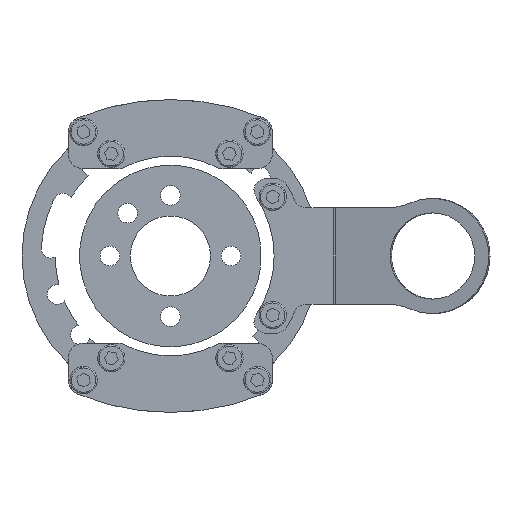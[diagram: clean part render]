
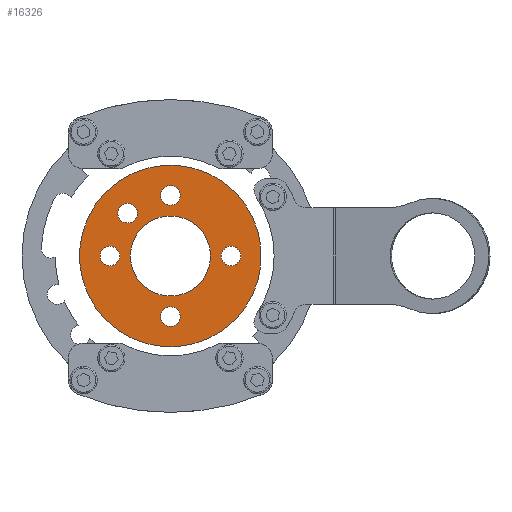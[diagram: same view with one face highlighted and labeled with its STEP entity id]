
A CAD part, front view. The second image highlights one B-rep face of the part: STEP entity #16326.
In plain terms, the highlighted planar face has unit normal (0, -1, 0).
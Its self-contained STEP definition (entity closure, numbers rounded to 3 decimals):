
#354 = FACE_BOUND ( 'NONE', #3231, .T. ) ;
#372 = AXIS2_PLACEMENT_3D ( 'NONE', #3685, #11902, #6347 ) ;
#787 = FACE_BOUND ( 'NONE', #17543, .T. ) ;
#863 = CIRCLE ( 'NONE', #3940, 3.25 ) ;
#894 = DIRECTION ( 'NONE',  ( 0., 1., 0. ) ) ;
#937 = ORIENTED_EDGE ( 'NONE', *, *, #5603, .T. ) ;
#1132 = CIRCLE ( 'NONE', #15507, 3.25 ) ;
#1422 = EDGE_CURVE ( 'NONE', #7927, #2000, #1132, .T. ) ;
#1423 = CARTESIAN_POINT ( 'NONE',  ( -16.44, -782., 1016.44 ) ) ;
#1817 = CIRCLE ( 'NONE', #13570, 3.25 ) ;
#2000 = VERTEX_POINT ( 'NONE', #12822 ) ;
#2166 = DIRECTION ( 'NONE',  ( 0., 1., 0. ) ) ;
#2173 = VERTEX_POINT ( 'NONE', #14599 ) ;
#2412 = CARTESIAN_POINT ( 'NONE',  ( -21.213, -782., 1021.213 ) ) ;
#2588 = DIRECTION ( 'NONE',  ( 0., 1., 0. ) ) ;
#2610 = DIRECTION ( 'NONE',  ( 0.707, 0., -0.707 ) ) ;
#2898 = DIRECTION ( 'NONE',  ( 0.707, 0., -0.707 ) ) ;
#2970 = CARTESIAN_POINT ( 'NONE',  ( -17.702, -782., 997.702 ) ) ;
#3161 = DIRECTION ( 'NONE',  ( 0.707, 0., -0.707 ) ) ;
#3196 = EDGE_CURVE ( 'NONE', #14595, #16065, #863, .T. ) ;
#3231 = EDGE_LOOP ( 'NONE', ( #7619, #3493 ) ) ;
#3292 = CARTESIAN_POINT ( 'NONE',  ( 17.702, -782., 1002.298 ) ) ;
#3336 = EDGE_LOOP ( 'NONE', ( #5671, #12717 ) ) ;
#3400 = ORIENTED_EDGE ( 'NONE', *, *, #12329, .F. ) ;
#3435 = EDGE_LOOP ( 'NONE', ( #10307, #937 ) ) ;
#3493 = ORIENTED_EDGE ( 'NONE', *, *, #8392, .T. ) ;
#3569 = EDGE_CURVE ( 'NONE', #13563, #6398, #14787, .T. ) ;
#3670 = EDGE_LOOP ( 'NONE', ( #8867, #7302 ) ) ;
#3685 = CARTESIAN_POINT ( 'NONE',  ( -20., -782., 1000. ) ) ;
#3883 = CARTESIAN_POINT ( 'NONE',  ( 0., -782., 1000. ) ) ;
#3940 = AXIS2_PLACEMENT_3D ( 'NONE', #10291, #16117, #7615 ) ;
#4226 = DIRECTION ( 'NONE',  ( 0., 1., 0. ) ) ;
#4507 = VERTEX_POINT ( 'NONE', #18019 ) ;
#4545 = FACE_BOUND ( 'NONE', #9627, .T. ) ;
#5395 = PLANE ( 'NONE',  #12024 ) ;
#5537 = EDGE_CURVE ( 'NONE', #10184, #17539, #6715, .T. ) ;
#5603 = EDGE_CURVE ( 'NONE', #16065, #14595, #16268, .T. ) ;
#5671 = ORIENTED_EDGE ( 'NONE', *, *, #13738, .T. ) ;
#5847 = DIRECTION ( 'NONE',  ( 0., 1., 0. ) ) ;
#5883 = CARTESIAN_POINT ( 'NONE',  ( -2.298, -782., 1022.298 ) ) ;
#5892 = CIRCLE ( 'NONE', #7626, 13.25 ) ;
#5962 = CARTESIAN_POINT ( 'NONE',  ( 22.298, -782., 997.702 ) ) ;
#6347 = DIRECTION ( 'NONE',  ( 0.707, 0., -0.707 ) ) ;
#6391 = DIRECTION ( 'NONE',  ( 0., 1., 0. ) ) ;
#6398 = VERTEX_POINT ( 'NONE', #12702 ) ;
#6494 = CARTESIAN_POINT ( 'NONE',  ( 20., -782., 1000. ) ) ;
#6715 = CIRCLE ( 'NONE', #13804, 30. ) ;
#6982 = CARTESIAN_POINT ( 'NONE',  ( 0., -782., 1020. ) ) ;
#7099 = DIRECTION ( 'NONE',  ( 0.707, 0., -0.707 ) ) ;
#7128 = ORIENTED_EDGE ( 'NONE', *, *, #1422, .T. ) ;
#7302 = ORIENTED_EDGE ( 'NONE', *, *, #9929, .T. ) ;
#7599 = AXIS2_PLACEMENT_3D ( 'NONE', #6494, #10478, #14951 ) ;
#7615 = DIRECTION ( 'NONE',  ( 0.707, 0., -0.707 ) ) ;
#7619 = ORIENTED_EDGE ( 'NONE', *, *, #3569, .T. ) ;
#7626 = AXIS2_PLACEMENT_3D ( 'NONE', #7641, #13351, #10366 ) ;
#7641 = CARTESIAN_POINT ( 'NONE',  ( 0., -782., 1000. ) ) ;
#7662 = CIRCLE ( 'NONE', #15331, 3.25 ) ;
#7910 = CIRCLE ( 'NONE', #8782, 3.25 ) ;
#7927 = VERTEX_POINT ( 'NONE', #10492 ) ;
#8006 = DIRECTION ( 'NONE',  ( 0., 1., 0. ) ) ;
#8067 = DIRECTION ( 'NONE',  ( 0.707, 0., -0.707 ) ) ;
#8307 = FACE_BOUND ( 'NONE', #3670, .T. ) ;
#8392 = EDGE_CURVE ( 'NONE', #6398, #13563, #17518, .T. ) ;
#8490 = DIRECTION ( 'NONE',  ( 0.707, 0., -0.707 ) ) ;
#8635 = CARTESIAN_POINT ( 'NONE',  ( -20., -782., 1000. ) ) ;
#8782 = AXIS2_PLACEMENT_3D ( 'NONE', #8635, #5847, #3161 ) ;
#8867 = ORIENTED_EDGE ( 'NONE', *, *, #10658, .T. ) ;
#8986 = DIRECTION ( 'NONE',  ( 0.707, 0., -0.707 ) ) ;
#9081 = ORIENTED_EDGE ( 'NONE', *, *, #17966, .T. ) ;
#9103 = DIRECTION ( 'NONE',  ( 0., 1., 0. ) ) ;
#9397 = FACE_BOUND ( 'NONE', #3435, .T. ) ;
#9627 = EDGE_LOOP ( 'NONE', ( #10083, #7128 ) ) ;
#9744 = CARTESIAN_POINT ( 'NONE',  ( 21.213, -782., 978.787 ) ) ;
#9929 = EDGE_CURVE ( 'NONE', #4507, #15388, #5892, .T. ) ;
#9930 = VERTEX_POINT ( 'NONE', #3292 ) ;
#10083 = ORIENTED_EDGE ( 'NONE', *, *, #15249, .T. ) ;
#10184 = VERTEX_POINT ( 'NONE', #2412 ) ;
#10291 = CARTESIAN_POINT ( 'NONE',  ( -14.142, -782., 1014.142 ) ) ;
#10307 = ORIENTED_EDGE ( 'NONE', *, *, #3196, .T. ) ;
#10366 = DIRECTION ( 'NONE',  ( 0.707, 0., -0.707 ) ) ;
#10367 = AXIS2_PLACEMENT_3D ( 'NONE', #15003, #894, #16501 ) ;
#10478 = DIRECTION ( 'NONE',  ( 0., 1., 0. ) ) ;
#10492 = CARTESIAN_POINT ( 'NONE',  ( 2.298, -782., 977.702 ) ) ;
#10521 = CIRCLE ( 'NONE', #10367, 13.25 ) ;
#10532 = CARTESIAN_POINT ( 'NONE',  ( 0., -782., 1020. ) ) ;
#10658 = EDGE_CURVE ( 'NONE', #15388, #4507, #10521, .T. ) ;
#10847 = CARTESIAN_POINT ( 'NONE',  ( 0., -782., 1000. ) ) ;
#11550 = VERTEX_POINT ( 'NONE', #5962 ) ;
#11689 = AXIS2_PLACEMENT_3D ( 'NONE', #6982, #4226, #8490 ) ;
#11852 = FACE_BOUND ( 'NONE', #3336, .T. ) ;
#11902 = DIRECTION ( 'NONE',  ( 0., 1., 0. ) ) ;
#12024 = AXIS2_PLACEMENT_3D ( 'NONE', #10847, #8006, #8067 ) ;
#12058 = DIRECTION ( 'NONE',  ( 0.707, 0., -0.707 ) ) ;
#12087 = VERTEX_POINT ( 'NONE', #2970 ) ;
#12241 = CARTESIAN_POINT ( 'NONE',  ( 20., -782., 1000. ) ) ;
#12291 = DIRECTION ( 'NONE',  ( 0., 1., 0. ) ) ;
#12329 = EDGE_CURVE ( 'NONE', #17539, #10184, #17370, .T. ) ;
#12399 = DIRECTION ( 'NONE',  ( 0.707, 0., -0.707 ) ) ;
#12702 = CARTESIAN_POINT ( 'NONE',  ( 2.298, -782., 1017.702 ) ) ;
#12717 = ORIENTED_EDGE ( 'NONE', *, *, #14789, .T. ) ;
#12762 = AXIS2_PLACEMENT_3D ( 'NONE', #15071, #12291, #13889 ) ;
#12822 = CARTESIAN_POINT ( 'NONE',  ( -2.298, -782., 982.298 ) ) ;
#13170 = CIRCLE ( 'NONE', #7599, 3.25 ) ;
#13351 = DIRECTION ( 'NONE',  ( 0., 1., 0. ) ) ;
#13563 = VERTEX_POINT ( 'NONE', #5883 ) ;
#13570 = AXIS2_PLACEMENT_3D ( 'NONE', #12241, #16906, #2898 ) ;
#13577 = CARTESIAN_POINT ( 'NONE',  ( 0., -782., 1000. ) ) ;
#13673 = DIRECTION ( 'NONE',  ( 0., 1., 0. ) ) ;
#13738 = EDGE_CURVE ( 'NONE', #2173, #12087, #15235, .T. ) ;
#13804 = AXIS2_PLACEMENT_3D ( 'NONE', #13577, #2166, #12058 ) ;
#13889 = DIRECTION ( 'NONE',  ( 0.707, 0., -0.707 ) ) ;
#14595 = VERTEX_POINT ( 'NONE', #1423 ) ;
#14599 = CARTESIAN_POINT ( 'NONE',  ( -22.298, -782., 1002.298 ) ) ;
#14787 = CIRCLE ( 'NONE', #11689, 3.25 ) ;
#14789 = EDGE_CURVE ( 'NONE', #12087, #2173, #7910, .T. ) ;
#14951 = DIRECTION ( 'NONE',  ( 0.707, 0., -0.707 ) ) ;
#15003 = CARTESIAN_POINT ( 'NONE',  ( 0., -782., 1000. ) ) ;
#15071 = CARTESIAN_POINT ( 'NONE',  ( -14.142, -782., 1014.142 ) ) ;
#15211 = AXIS2_PLACEMENT_3D ( 'NONE', #10532, #9103, #8986 ) ;
#15235 = CIRCLE ( 'NONE', #372, 3.25 ) ;
#15249 = EDGE_CURVE ( 'NONE', #2000, #7927, #7662, .T. ) ;
#15287 = CARTESIAN_POINT ( 'NONE',  ( -9.369, -782., 1009.369 ) ) ;
#15331 = AXIS2_PLACEMENT_3D ( 'NONE', #17686, #13673, #7099 ) ;
#15388 = VERTEX_POINT ( 'NONE', #15287 ) ;
#15507 = AXIS2_PLACEMENT_3D ( 'NONE', #16528, #6391, #2610 ) ;
#15622 = FACE_OUTER_BOUND ( 'NONE', #17131, .T. ) ;
#16065 = VERTEX_POINT ( 'NONE', #17576 ) ;
#16117 = DIRECTION ( 'NONE',  ( 0., 1., 0. ) ) ;
#16268 = CIRCLE ( 'NONE', #12762, 3.25 ) ;
#16290 = EDGE_CURVE ( 'NONE', #11550, #9930, #13170, .T. ) ;
#16326 = ADVANCED_FACE ( 'NONE', ( #15622, #9397, #11852, #8307, #4545, #787, #354 ), #5395, .F. ) ;
#16501 = DIRECTION ( 'NONE',  ( 0.707, 0., -0.707 ) ) ;
#16528 = CARTESIAN_POINT ( 'NONE',  ( 0., -782., 980. ) ) ;
#16906 = DIRECTION ( 'NONE',  ( 0., 1., 0. ) ) ;
#17131 = EDGE_LOOP ( 'NONE', ( #17756, #3400 ) ) ;
#17370 = CIRCLE ( 'NONE', #17444, 30. ) ;
#17444 = AXIS2_PLACEMENT_3D ( 'NONE', #3883, #2588, #12399 ) ;
#17462 = ORIENTED_EDGE ( 'NONE', *, *, #16290, .T. ) ;
#17518 = CIRCLE ( 'NONE', #15211, 3.25 ) ;
#17539 = VERTEX_POINT ( 'NONE', #9744 ) ;
#17543 = EDGE_LOOP ( 'NONE', ( #9081, #17462 ) ) ;
#17576 = CARTESIAN_POINT ( 'NONE',  ( -11.844, -782., 1011.844 ) ) ;
#17686 = CARTESIAN_POINT ( 'NONE',  ( 0., -782., 980. ) ) ;
#17756 = ORIENTED_EDGE ( 'NONE', *, *, #5537, .F. ) ;
#17966 = EDGE_CURVE ( 'NONE', #9930, #11550, #1817, .T. ) ;
#18019 = CARTESIAN_POINT ( 'NONE',  ( 9.369, -782., 990.631 ) ) ;
